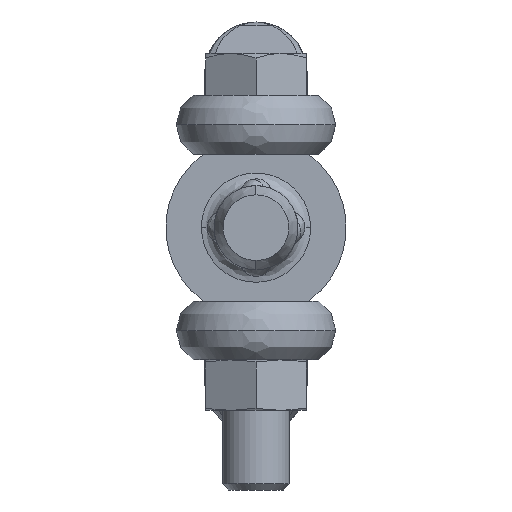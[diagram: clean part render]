
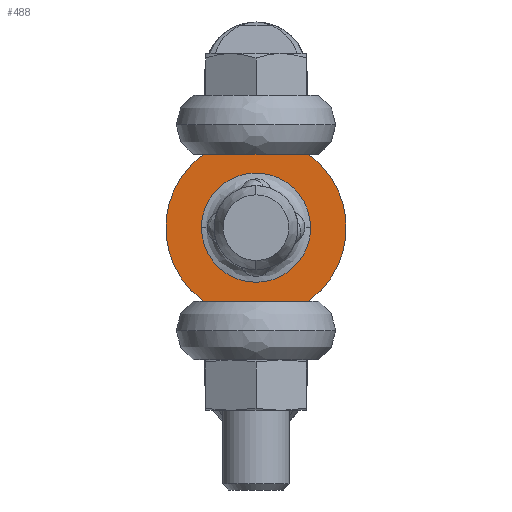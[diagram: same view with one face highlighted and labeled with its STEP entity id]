
A CAD part, left-side view. The second image highlights one B-rep face of the part: STEP entity #488.
In plain terms, the highlighted planar face has unit normal (-1, 0, 0).
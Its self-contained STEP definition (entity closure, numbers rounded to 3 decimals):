
#488=ADVANCED_FACE('',(#985,#986),#987,.T.);
#985=FACE_BOUND('',#3101,.T.);
#986=FACE_OUTER_BOUND('',#3102,.T.);
#987=PLANE('',#3103);
#3101=EDGE_LOOP('',(#4440,#4441));
#3102=EDGE_LOOP('',(#4442,#4443,#4444,#4445));
#3103=AXIS2_PLACEMENT_3D('',#4446,#4447,#4448);
#4440=ORIENTED_EDGE('',*,*,#4990,.F.);
#4441=ORIENTED_EDGE('',*,*,#4910,.F.);
#4442=ORIENTED_EDGE('',*,*,#4704,.T.);
#4443=ORIENTED_EDGE('',*,*,#4745,.T.);
#4444=ORIENTED_EDGE('',*,*,#5017,.T.);
#4445=ORIENTED_EDGE('',*,*,#4712,.T.);
#4446=CARTESIAN_POINT('',(0.,-8.625,0.));
#4447=DIRECTION('',(-1.0,0.0,0.0));
#4448=DIRECTION('',(0.0,0.0,1.0));
#4704=EDGE_CURVE('',#5375,#5376,#5377,.T.);
#4712=EDGE_CURVE('',#5389,#5375,#5390,.T.);
#4745=EDGE_CURVE('',#5376,#5441,#5443,.T.);
#4910=EDGE_CURVE('',#5674,#5676,#5677,.T.);
#4990=EDGE_CURVE('',#5676,#5674,#5771,.T.);
#5017=EDGE_CURVE('',#5441,#5389,#5799,.T.);
#5375=VERTEX_POINT('',#6827);
#5376=VERTEX_POINT('',#6828);
#5377=LINE('',#6829,#6830);
#5389=VERTEX_POINT('',#6846);
#5390=CIRCLE('',#6847,10.75);
#5441=VERTEX_POINT('',#6935);
#5443=CIRCLE('',#6938,10.75);
#5674=VERTEX_POINT('',#7837);
#5676=VERTEX_POINT('',#7839);
#5677=(B_SPLINE_CURVE(3,(#7841,#7842,#7843,#7844),.UNSPECIFIED.,.F.,.F.)B_SPLINE_CURVE_WITH_KNOTS((4,4),(0.5,1.0),.UNSPECIFIED.)RATIONAL_B_SPLINE_CURVE((1.0,0.333,0.333,1.0))BOUNDED_CURVE()REPRESENTATION_ITEM('')GEOMETRIC_REPRESENTATION_ITEM()CURVE());
#5771=(B_SPLINE_CURVE(3,(#8110,#8111,#8112,#8113),.UNSPECIFIED.,.F.,.F.)B_SPLINE_CURVE_WITH_KNOTS((4,4),(0.0,0.5),.UNSPECIFIED.)RATIONAL_B_SPLINE_CURVE((1.0,0.333,0.333,1.0))BOUNDED_CURVE()REPRESENTATION_ITEM('')GEOMETRIC_REPRESENTATION_ITEM()CURVE());
#5799=LINE('',#8169,#8170);
#6827=CARTESIAN_POINT('',(0.,6.245,-8.75));
#6828=CARTESIAN_POINT('',(0.,-6.245,-8.75));
#6829=CARTESIAN_POINT('',(0.,-8.625,-8.75));
#6830=VECTOR('',#8463,1000.0);
#6846=CARTESIAN_POINT('',(0.,6.245,8.75));
#6847=AXIS2_PLACEMENT_3D('',#8474,#8475,#8476);
#6935=CARTESIAN_POINT('',(0.,-6.245,8.75));
#6938=AXIS2_PLACEMENT_3D('',#8521,#8522,#8523);
#7837=CARTESIAN_POINT('',(0.,6.5,0.));
#7839=CARTESIAN_POINT('',(0.,-6.5,0.));
#7841=CARTESIAN_POINT('',(0.,6.5,0.));
#7842=CARTESIAN_POINT('',(0.,6.5,-13.));
#7843=CARTESIAN_POINT('',(0.,-6.5,-13.));
#7844=CARTESIAN_POINT('',(0.,-6.5,0.));
#8110=CARTESIAN_POINT('',(0.,-6.5,0.));
#8111=CARTESIAN_POINT('',(0.,-6.5,13.));
#8112=CARTESIAN_POINT('',(0.,6.5,13.));
#8113=CARTESIAN_POINT('',(0.,6.5,0.));
#8169=CARTESIAN_POINT('',(0.,-8.625,8.75));
#8170=VECTOR('',#8856,1000.0);
#8463=DIRECTION('',(0.0,-1.0,0.0));
#8474=CARTESIAN_POINT('',(0.,0.,0.));
#8475=DIRECTION('',(-1.0,0.0,0.0));
#8476=DIRECTION('',(0.0,0.0,-1.0));
#8521=CARTESIAN_POINT('',(0.,0.,0.));
#8522=DIRECTION('',(-1.0,0.0,0.0));
#8523=DIRECTION('',(0.0,0.0,-1.0));
#8856=DIRECTION('',(0.0,1.0,0.0));
